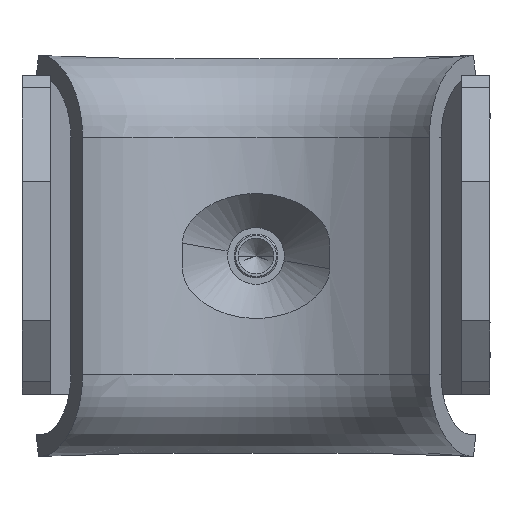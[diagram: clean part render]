
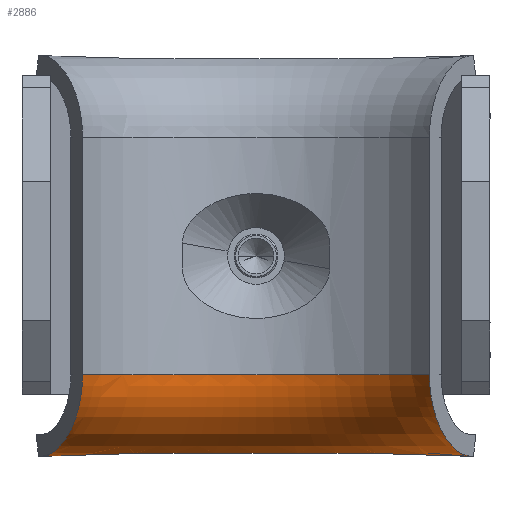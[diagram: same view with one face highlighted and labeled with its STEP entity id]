
A CAD part, front view. The second image highlights one B-rep face of the part: STEP entity #2886.
In plain terms, the highlighted toroidal (fillet/blend) face has major radius 19.75 mm and minor radius 5.75 mm.
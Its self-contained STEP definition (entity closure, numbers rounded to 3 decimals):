
#248 = CARTESIAN_POINT ( 'NONE',  ( -15.335, 3.85, -14.129 ) ) ;
#258 = TOROIDAL_SURFACE ( 'NONE', #2208, 19.75, 5.75 ) ;
#355 = ORIENTED_EDGE ( 'NONE', *, *, #8745, .T. ) ;
#546 = CARTESIAN_POINT ( 'NONE',  ( 5.792, 8.506, -13.912 ) ) ;
#568 = CARTESIAN_POINT ( 'NONE',  ( -13.074, 4.998, -14.083 ) ) ;
#1070 = CARTESIAN_POINT ( 'NONE',  ( 12.597, -1.3, -11.076 ) ) ;
#1240 = VERTEX_POINT ( 'NONE', #6265 ) ;
#1408 = VERTEX_POINT ( 'NONE', #12772 ) ;
#1444 = CARTESIAN_POINT ( 'NONE',  ( -13.536, 0.467, -13.067 ) ) ;
#1565 = CARTESIAN_POINT ( 'NONE',  ( -1.446, 9.35, -13.901 ) ) ;
#1580 = CARTESIAN_POINT ( 'NONE',  ( -9.694, 6.74, -13.935 ) ) ;
#1604 = DIRECTION ( 'NONE',  ( 0., 0., 1. ) ) ;
#1743 = EDGE_CURVE ( 'NONE', #1408, #10805, #11176, .T. ) ;
#1884 = CARTESIAN_POINT ( 'NONE',  ( 12.281, -1.893, -9.389 ) ) ;
#1972 = CARTESIAN_POINT ( 'NONE',  ( -14.038, 1.411, -13.62 ) ) ;
#2008 = ORIENTED_EDGE ( 'NONE', *, *, #10681, .T. ) ;
#2157 = EDGE_LOOP ( 'NONE', ( #2008, #9518, #2749, #8632, #355, #10905 ) ) ;
#2208 = AXIS2_PLACEMENT_3D ( 'NONE', #8846, #4801, #7190 ) ;
#2672 = CARTESIAN_POINT ( 'NONE',  ( -12.264, -1.927, -9.19 ) ) ;
#2749 = ORIENTED_EDGE ( 'NONE', *, *, #8406, .F. ) ;
#2886 = ADVANCED_FACE ( 'NONE', ( #9284 ), #258, .T. ) ;
#2918 = CARTESIAN_POINT ( 'NONE',  ( 12.234, -1.983, -8.381 ) ) ;
#3183 = CARTESIAN_POINT ( 'NONE',  ( 12.465, -1.548, -10.537 ) ) ;
#3487 = CARTESIAN_POINT ( 'NONE',  ( -12.328, -1.806, -9.78 ) ) ;
#3679 = CARTESIAN_POINT ( 'NONE',  ( -5.791, 8.507, -13.912 ) ) ;
#3697 = CARTESIAN_POINT ( 'NONE',  ( -15.335, 3.85, -14.129 ) ) ;
#3928 = CARTESIAN_POINT ( 'NONE',  ( 12.947, -0.642, -12.038 ) ) ;
#3989 = CARTESIAN_POINT ( 'NONE',  ( 15.335, 3.85, -14.129 ) ) ;
#4116 = CARTESIAN_POINT ( 'NONE',  ( 7.209, 7.994, -13.919 ) ) ;
#4189 = CARTESIAN_POINT ( 'NONE',  ( 12.703, -1.101, -11.411 ) ) ;
#4425 = VERTEX_POINT ( 'NONE', #10800 ) ;
#4670 = CARTESIAN_POINT ( 'NONE',  ( 9.693, 6.74, -13.935 ) ) ;
#4685 = CARTESIAN_POINT ( 'NONE',  ( -12.234, -1.983, -8.381 ) ) ;
#4801 = DIRECTION ( 'NONE',  ( 0., 0., 1. ) ) ;
#4995 = CARTESIAN_POINT ( 'NONE',  ( 12.425, -1.623, -10.351 ) ) ;
#5057 = CARTESIAN_POINT ( 'NONE',  ( 14.954, 3.132, -14.145 ) ) ;
#5676 = CARTESIAN_POINT ( 'NONE',  ( 1.449, 9.35, -13.901 ) ) ;
#5802 = CARTESIAN_POINT ( 'NONE',  ( 10.82, 6.16, -13.98 ) ) ;
#5860 = EDGE_CURVE ( 'NONE', #1240, #4425, #13344, .T. ) ;
#5928 = CARTESIAN_POINT ( 'NONE',  ( 14.58, 2.429, -14.018 ) ) ;
#6088 = CARTESIAN_POINT ( 'NONE',  ( -14.954, 3.132, -14.145 ) ) ;
#6169 = B_SPLINE_CURVE_WITH_KNOTS ( 'NONE', 3,
 ( #7778, #12957, #10872, #5802, #4670, #12074 ),
 .UNSPECIFIED., .F., .F.,
 ( 4, 2, 4 ),
 ( 0.009, 0.013, 0.017 ),
 .UNSPECIFIED. ) ;
#6256 = CARTESIAN_POINT ( 'NONE',  ( 0., -8.791, -8.381 ) ) ;
#6265 = CARTESIAN_POINT ( 'NONE',  ( 12.234, -1.983, -8.381 ) ) ;
#6657 = DIRECTION ( 'NONE',  ( 1., 0., 0. ) ) ;
#6745 = CARTESIAN_POINT ( 'NONE',  ( -2.91, 9.184, -13.903 ) ) ;
#6757 = CARTESIAN_POINT ( 'NONE',  ( -12.425, -1.623, -10.351 ) ) ;
#6829 = CARTESIAN_POINT ( 'NONE',  ( -12.357, -1.752, -9.972 ) ) ;
#7074 = CARTESIAN_POINT ( 'NONE',  ( 13.536, 0.467, -13.067 ) ) ;
#7190 = DIRECTION ( 'NONE',  ( 1., 0., 0. ) ) ;
#7583 = CARTESIAN_POINT ( 'NONE',  ( -12.947, -0.642, -12.038 ) ) ;
#7778 = CARTESIAN_POINT ( 'NONE',  ( 15.335, 3.85, -14.129 ) ) ;
#7794 = CARTESIAN_POINT ( 'NONE',  ( -12.234, -1.983, -8.582 ) ) ;
#7922 = CARTESIAN_POINT ( 'NONE',  ( -13.866, 1.086, -13.456 ) ) ;
#8274 = B_SPLINE_CURVE_WITH_KNOTS ( 'NONE', 3,
 ( #2918, #9093, #11133, #11263, #1884, #12266, #10310, #4995, #3183, #1070, #4189, #3928, #11330, #13218, #7074, #11196, #10119, #5928, #5057, #3989 ),
 .UNSPECIFIED., .F., .F.,
 ( 4, 2, 2, 2, 2, 2, 2, 2, 2, 4 ),
 ( 0.037, 0.037, 0.038, 0.038, 0.039, 0.04, 0.041, 0.043, 0.044, 0.046 ),
 .UNSPECIFIED. ) ;
#8406 = EDGE_CURVE ( 'NONE', #1240, #9704, #8274, .T. ) ;
#8463 = CARTESIAN_POINT ( 'NONE',  ( 8.562, 7.312, -13.928 ) ) ;
#8632 = ORIENTED_EDGE ( 'NONE', *, *, #5860, .T. ) ;
#8745 = EDGE_CURVE ( 'NONE', #4425, #10805, #10057, .T. ) ;
#8778 = CARTESIAN_POINT ( 'NONE',  ( -8.562, 7.312, -13.928 ) ) ;
#8846 = CARTESIAN_POINT ( 'NONE',  ( 0., -8.791, -8.381 ) ) ;
#9093 = CARTESIAN_POINT ( 'NONE',  ( 12.234, -1.983, -8.582 ) ) ;
#9179 = CARTESIAN_POINT ( 'NONE',  ( -15.335, 3.85, -14.129 ) ) ;
#9284 = FACE_OUTER_BOUND ( 'NONE', #2157, .T. ) ;
#9466 = AXIS2_PLACEMENT_3D ( 'NONE', #6256, #1604, #6657 ) ;
#9503 = EDGE_CURVE ( 'NONE', #9704, #13247, #6169, .T. ) ;
#9518 = ORIENTED_EDGE ( 'NONE', *, *, #9503, .F. ) ;
#9704 = VERTEX_POINT ( 'NONE', #11137 ) ;
#9795 = CARTESIAN_POINT ( 'NONE',  ( 2.912, 9.184, -13.903 ) ) ;
#9814 = CARTESIAN_POINT ( 'NONE',  ( -10.821, 6.16, -13.98 ) ) ;
#9873 = CARTESIAN_POINT ( 'NONE',  ( -12.703, -1.101, -11.411 ) ) ;
#10014 = CARTESIAN_POINT ( 'NONE',  ( -8.562, 7.312, -13.928 ) ) ;
#10057 = B_SPLINE_CURVE_WITH_KNOTS ( 'NONE', 3,
 ( #4685, #7794, #11897, #2672, #12704, #3487, #6829, #6757, #10957, #10889, #9873, #7583, #10687, #11697, #1444, #7922, #1972, #12090, #6088, #9179 ),
 .UNSPECIFIED., .F., .F.,
 ( 4, 2, 2, 2, 2, 2, 2, 2, 2, 4 ),
 ( 0.037, 0.037, 0.038, 0.038, 0.039, 0.04, 0.041, 0.043, 0.044, 0.046 ),
 .UNSPECIFIED. ) ;
#10119 = CARTESIAN_POINT ( 'NONE',  ( 14.038, 1.411, -13.62 ) ) ;
#10174 = CARTESIAN_POINT ( 'NONE',  ( 8.562, 7.312, -13.928 ) ) ;
#10310 = CARTESIAN_POINT ( 'NONE',  ( 12.357, -1.752, -9.972 ) ) ;
#10681 = EDGE_CURVE ( 'NONE', #1408, #13247, #13240, .T. ) ;
#10687 = CARTESIAN_POINT ( 'NONE',  ( -13.083, -0.386, -12.325 ) ) ;
#10800 = CARTESIAN_POINT ( 'NONE',  ( -12.234, -1.983, -8.381 ) ) ;
#10805 = VERTEX_POINT ( 'NONE', #248 ) ;
#10872 = CARTESIAN_POINT ( 'NONE',  ( 13.074, 4.999, -14.083 ) ) ;
#10889 = CARTESIAN_POINT ( 'NONE',  ( -12.597, -1.3, -11.076 ) ) ;
#10905 = ORIENTED_EDGE ( 'NONE', *, *, #1743, .F. ) ;
#10957 = CARTESIAN_POINT ( 'NONE',  ( -12.465, -1.548, -10.537 ) ) ;
#11133 = CARTESIAN_POINT ( 'NONE',  ( 12.24, -1.972, -8.787 ) ) ;
#11137 = CARTESIAN_POINT ( 'NONE',  ( 15.335, 3.85, -14.129 ) ) ;
#11176 = B_SPLINE_CURVE_WITH_KNOTS ( 'NONE', 3,
 ( #10014, #1580, #9814, #568, #12911, #3697 ),
 .UNSPECIFIED., .F., .F.,
 ( 4, 2, 4 ),
 ( 0.013, 0.017, 0.021 ),
 .UNSPECIFIED. ) ;
#11196 = CARTESIAN_POINT ( 'NONE',  ( 13.866, 1.086, -13.456 ) ) ;
#11263 = CARTESIAN_POINT ( 'NONE',  ( 12.264, -1.927, -9.19 ) ) ;
#11330 = CARTESIAN_POINT ( 'NONE',  ( 13.083, -0.386, -12.325 ) ) ;
#11697 = CARTESIAN_POINT ( 'NONE',  ( -13.379, 0.17, -12.841 ) ) ;
#11897 = CARTESIAN_POINT ( 'NONE',  ( -12.24, -1.972, -8.787 ) ) ;
#12074 = CARTESIAN_POINT ( 'NONE',  ( 8.562, 7.312, -13.928 ) ) ;
#12090 = CARTESIAN_POINT ( 'NONE',  ( -14.58, 2.429, -14.018 ) ) ;
#12266 = CARTESIAN_POINT ( 'NONE',  ( 12.328, -1.806, -9.78 ) ) ;
#12704 = CARTESIAN_POINT ( 'NONE',  ( -12.281, -1.893, -9.389 ) ) ;
#12772 = CARTESIAN_POINT ( 'NONE',  ( -8.562, 7.312, -13.928 ) ) ;
#12892 = CARTESIAN_POINT ( 'NONE',  ( -7.209, 7.995, -13.919 ) ) ;
#12911 = CARTESIAN_POINT ( 'NONE',  ( -14.2, 4.417, -14.14 ) ) ;
#12957 = CARTESIAN_POINT ( 'NONE',  ( 14.2, 4.417, -14.14 ) ) ;
#13218 = CARTESIAN_POINT ( 'NONE',  ( 13.379, 0.17, -12.841 ) ) ;
#13240 = B_SPLINE_CURVE_WITH_KNOTS ( 'NONE', 3,
 ( #8778, #12892, #3679, #6745, #1565, #5676, #9795, #546, #4116, #10174 ),
 .UNSPECIFIED., .F., .F.,
 ( 4, 2, 2, 2, 4 ),
 ( 0., 0.25, 0.5, 0.75, 1. ),
 .UNSPECIFIED. ) ;
#13247 = VERTEX_POINT ( 'NONE', #8463 ) ;
#13344 = CIRCLE ( 'NONE', #9466, 14. ) ;
